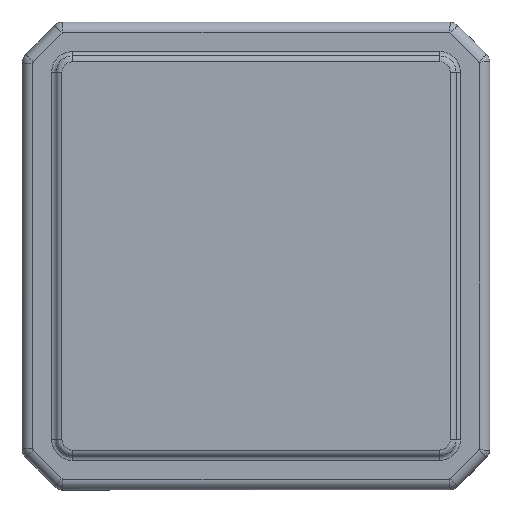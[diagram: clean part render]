
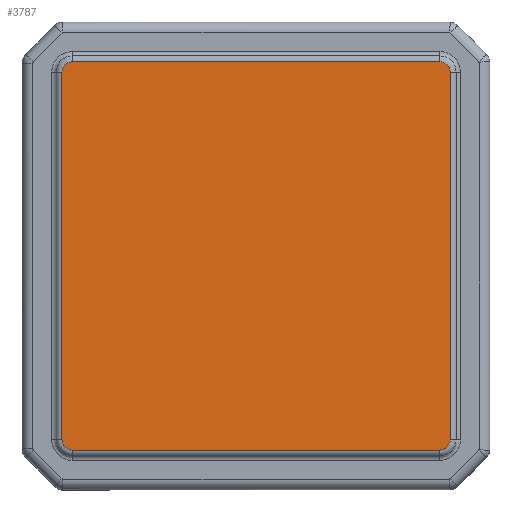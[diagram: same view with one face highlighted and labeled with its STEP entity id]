
A CAD part, top view. The second image highlights one B-rep face of the part: STEP entity #3787.
In plain terms, the highlighted planar face has unit normal (0, 0, 1).
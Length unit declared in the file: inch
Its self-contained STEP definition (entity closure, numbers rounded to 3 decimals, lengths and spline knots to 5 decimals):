
#258 = ORIENTED_EDGE ( 'NONE', *, *, #12571, .F. ) ;
#347 = FACE_OUTER_BOUND ( 'NONE', #13541, .T. ) ;
#555 = CARTESIAN_POINT ( 'NONE',  ( 11.32934, -0.47859, 0.74803 ) ) ;
#579 = ORIENTED_EDGE ( 'NONE', *, *, #11981, .F. ) ;
#1126 =( BOUNDED_CURVE ( )  B_SPLINE_CURVE ( 3, ( #6984, #11947, #555, #6813 ),
 .UNSPECIFIED., .F., .F. ) 
 B_SPLINE_CURVE_WITH_KNOTS ( ( 4, 4 ),
 ( 0., 1. ),
 .UNSPECIFIED. ) 
 CURVE ( )  GEOMETRIC_REPRESENTATION_ITEM ( )  RATIONAL_B_SPLINE_CURVE ( ( 1., 0.805, 0.805, 1. ) ) 
 REPRESENTATION_ITEM ( '' )  );
#1306 = CARTESIAN_POINT ( 'NONE',  ( 7.13063, 3.65253, 0.74803 ) ) ;
#1493 = CARTESIAN_POINT ( 'NONE',  ( 7.13063, -0.36322, 0.74803 ) ) ;
#1874 = ORIENTED_EDGE ( 'NONE', *, *, #9901, .F. ) ;
#2011 = CARTESIAN_POINT ( 'NONE',  ( 11.26175, -0.47859, 0.74803 ) ) ;
#2234 = DIRECTION ( 'NONE',  ( 0., 1., 0. ) ) ;
#2728 = VERTEX_POINT ( 'NONE', #11310 ) ;
#2781 =( BOUNDED_CURVE ( )  B_SPLINE_CURVE ( 3, ( #6430, #10354, #9162, #12938 ),
 .UNSPECIFIED., .F., .F. ) 
 B_SPLINE_CURVE_WITH_KNOTS ( ( 4, 4 ),
 ( 0., 1. ),
 .UNSPECIFIED. ) 
 CURVE ( )  GEOMETRIC_REPRESENTATION_ITEM ( )  RATIONAL_B_SPLINE_CURVE ( ( 1., 0.805, 0.805, 1. ) ) 
 REPRESENTATION_ITEM ( '' )  );
#2857 = VERTEX_POINT ( 'NONE', #9206 ) ;
#3144 = VECTOR ( 'NONE', #2234, 39.37008 ) ;
#3787 = ADVANCED_FACE ( 'NONE', ( #347 ), #9340, .T. ) ;
#3926 = CARTESIAN_POINT ( 'NONE',  ( 11.37713, 3.65253, 0.74803 ) ) ;
#4208 = CARTESIAN_POINT ( 'NONE',  ( 7.246, 3.7679, 0.74803 ) ) ;
#4288 = DIRECTION ( 'NONE',  ( 1., 0., 0. ) ) ;
#4980 = ORIENTED_EDGE ( 'NONE', *, *, #12436, .F. ) ;
#4984 = CARTESIAN_POINT ( 'NONE',  ( 7.13063, 3.65253, 0.74803 ) ) ;
#5136 = CARTESIAN_POINT ( 'NONE',  ( 11.26175, -0.47859, 0.74803 ) ) ;
#5834 = VERTEX_POINT ( 'NONE', #4208 ) ;
#6430 = CARTESIAN_POINT ( 'NONE',  ( 11.26175, 3.7679, 0.74803 ) ) ;
#6456 = ORIENTED_EDGE ( 'NONE', *, *, #16692, .F. ) ;
#6579 = LINE ( 'NONE', #3926, #8755 ) ;
#6769 = DIRECTION ( 'NONE',  ( 0., 0., 1. ) ) ;
#6813 = CARTESIAN_POINT ( 'NONE',  ( 11.26175, -0.47859, 0.74803 ) ) ;
#6984 = CARTESIAN_POINT ( 'NONE',  ( 11.37713, -0.36322, 0.74803 ) ) ;
#6999 = VERTEX_POINT ( 'NONE', #13397 ) ;
#7203 = EDGE_CURVE ( 'NONE', #13750, #6999, #16790, .T. ) ;
#7438 = VECTOR ( 'NONE', #15813, 39.37008 ) ;
#8003 = LINE ( 'NONE', #11695, #7438 ) ;
#8173 = CARTESIAN_POINT ( 'NONE',  ( 7.13063, -0.4308, 0.74803 ) ) ;
#8387 = VERTEX_POINT ( 'NONE', #8614 ) ;
#8614 = CARTESIAN_POINT ( 'NONE',  ( 11.37713, -0.36322, 0.74803 ) ) ;
#8755 = VECTOR ( 'NONE', #10424, 39.37008 ) ;
#9118 = VECTOR ( 'NONE', #10355, 39.37008 ) ;
#9162 = CARTESIAN_POINT ( 'NONE',  ( 11.37713, 3.72011, 0.74803 ) ) ;
#9206 = CARTESIAN_POINT ( 'NONE',  ( 11.26175, 3.7679, 0.74803 ) ) ;
#9340 = PLANE ( 'NONE',  #16138 ) ;
#9384 = CARTESIAN_POINT ( 'NONE',  ( 7.246, -0.47859, 0.74803 ) ) ;
#9901 = EDGE_CURVE ( 'NONE', #15102, #5834, #12727, .T. ) ;
#10015 = LINE ( 'NONE', #15077, #3144 ) ;
#10354 = CARTESIAN_POINT ( 'NONE',  ( 11.32934, 3.7679, 0.74803 ) ) ;
#10355 = DIRECTION ( 'NONE',  ( -1., 0., 0. ) ) ;
#10424 = DIRECTION ( 'NONE',  ( 0., -1., 0. ) ) ;
#10624 = EDGE_CURVE ( 'NONE', #5834, #2857, #8003, .T. ) ;
#10915 = CARTESIAN_POINT ( 'NONE',  ( 7.13063, -0.36322, 0.74803 ) ) ;
#10999 = CARTESIAN_POINT ( 'NONE',  ( 7.17842, -0.47859, 0.74803 ) ) ;
#11310 = CARTESIAN_POINT ( 'NONE',  ( 11.37713, 3.65253, 0.74803 ) ) ;
#11695 = CARTESIAN_POINT ( 'NONE',  ( 7.246, 3.7679, 0.74803 ) ) ;
#11717 =( BOUNDED_CURVE ( )  B_SPLINE_CURVE ( 3, ( #9384, #10999, #8173, #10915 ),
 .UNSPECIFIED., .F., .F. ) 
 B_SPLINE_CURVE_WITH_KNOTS ( ( 4, 4 ),
 ( 0., 1. ),
 .UNSPECIFIED. ) 
 CURVE ( )  GEOMETRIC_REPRESENTATION_ITEM ( )  RATIONAL_B_SPLINE_CURVE ( ( 1., 0.805, 0.805, 1. ) ) 
 REPRESENTATION_ITEM ( '' )  );
#11947 = CARTESIAN_POINT ( 'NONE',  ( 11.37713, -0.4308, 0.74803 ) ) ;
#11954 = ORIENTED_EDGE ( 'NONE', *, *, #7203, .F. ) ;
#11981 = EDGE_CURVE ( 'NONE', #2728, #8387, #6579, .T. ) ;
#12000 = ORIENTED_EDGE ( 'NONE', *, *, #15978, .F. ) ;
#12436 = EDGE_CURVE ( 'NONE', #6999, #13902, #11717, .T. ) ;
#12571 = EDGE_CURVE ( 'NONE', #8387, #13750, #1126, .T. ) ;
#12727 =( BOUNDED_CURVE ( )  B_SPLINE_CURVE ( 3, ( #4984, #16632, #14319, #12779 ),
 .UNSPECIFIED., .F., .F. ) 
 B_SPLINE_CURVE_WITH_KNOTS ( ( 4, 4 ),
 ( 0., 1. ),
 .UNSPECIFIED. ) 
 CURVE ( )  GEOMETRIC_REPRESENTATION_ITEM ( )  RATIONAL_B_SPLINE_CURVE ( ( 1., 0.805, 0.805, 1. ) ) 
 REPRESENTATION_ITEM ( '' )  );
#12779 = CARTESIAN_POINT ( 'NONE',  ( 7.246, 3.7679, 0.74803 ) ) ;
#12938 = CARTESIAN_POINT ( 'NONE',  ( 11.37713, 3.65253, 0.74803 ) ) ;
#13397 = CARTESIAN_POINT ( 'NONE',  ( 7.246, -0.47859, 0.74803 ) ) ;
#13440 = ORIENTED_EDGE ( 'NONE', *, *, #10624, .F. ) ;
#13541 = EDGE_LOOP ( 'NONE', ( #258, #579, #6456, #13440, #1874, #12000, #4980, #11954 ) ) ;
#13750 = VERTEX_POINT ( 'NONE', #2011 ) ;
#13902 = VERTEX_POINT ( 'NONE', #1493 ) ;
#14319 = CARTESIAN_POINT ( 'NONE',  ( 7.17842, 3.7679, 0.74803 ) ) ;
#14563 = CARTESIAN_POINT ( 'NONE',  ( 6.83262, -0.46362, 0.74803 ) ) ;
#15077 = CARTESIAN_POINT ( 'NONE',  ( 7.13063, -0.36322, 0.74803 ) ) ;
#15102 = VERTEX_POINT ( 'NONE', #1306 ) ;
#15813 = DIRECTION ( 'NONE',  ( 1., 0., 0. ) ) ;
#15978 = EDGE_CURVE ( 'NONE', #13902, #15102, #10015, .T. ) ;
#16138 = AXIS2_PLACEMENT_3D ( 'NONE', #14563, #6769, #4288 ) ;
#16632 = CARTESIAN_POINT ( 'NONE',  ( 7.13063, 3.72011, 0.74803 ) ) ;
#16692 = EDGE_CURVE ( 'NONE', #2857, #2728, #2781, .T. ) ;
#16790 = LINE ( 'NONE', #5136, #9118 ) ;
